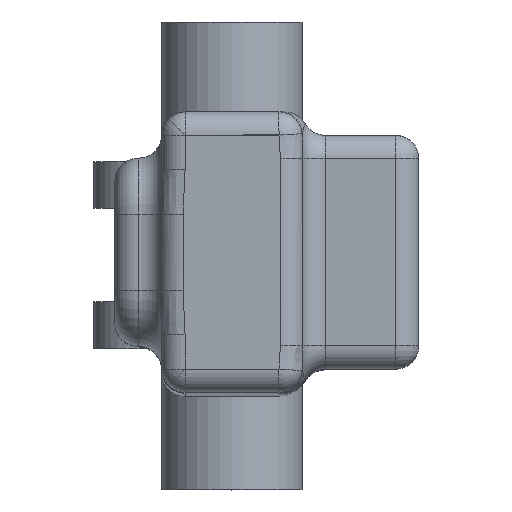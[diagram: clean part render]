
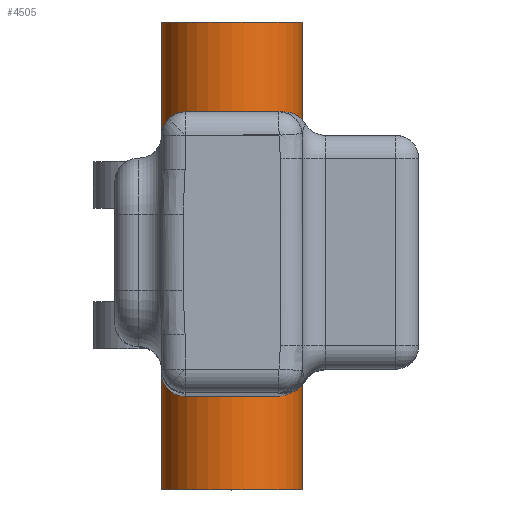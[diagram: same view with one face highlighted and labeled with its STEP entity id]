
A CAD part, top view. The second image highlights one B-rep face of the part: STEP entity #4505.
In plain terms, the highlighted cylindrical face has radius 15 mm (diameter 30 mm), a partial arc.
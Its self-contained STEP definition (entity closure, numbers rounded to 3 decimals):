
#173 = EDGE_CURVE ( 'NONE', #231, #4266, #4219, .T. ) ;
#231 = VERTEX_POINT ( 'NONE', #5306 ) ;
#581 = CYLINDRICAL_SURFACE ( 'NONE', #632, 15. ) ;
#593 = DIRECTION ( 'NONE',  ( 0., 1., 0. ) ) ;
#604 = CARTESIAN_POINT ( 'NONE',  ( 15., 50., -243.6 ) ) ;
#609 = CIRCLE ( 'NONE', #1229, 15. ) ;
#632 = AXIS2_PLACEMENT_3D ( 'NONE', #3096, #3430, #2652 ) ;
#687 = CARTESIAN_POINT ( 'NONE',  ( 15., -50., -243.6 ) ) ;
#919 = CARTESIAN_POINT ( 'NONE',  ( 30., 0., -243.6 ) ) ;
#943 = DIRECTION ( 'NONE',  ( 0., 1., 0. ) ) ;
#978 = EDGE_CURVE ( 'NONE', #5427, #1836, #609, .T. ) ;
#1019 = DIRECTION ( 'NONE',  ( -1., 0., 0. ) ) ;
#1108 = EDGE_LOOP ( 'NONE', ( #4795, #2058, #4746, #2797 ) ) ;
#1229 = AXIS2_PLACEMENT_3D ( 'NONE', #687, #5248, #1019 ) ;
#1831 = AXIS2_PLACEMENT_3D ( 'NONE', #604, #2271, #4395 ) ;
#1836 = VERTEX_POINT ( 'NONE', #2929 ) ;
#1971 = EDGE_CURVE ( 'NONE', #5427, #231, #4358, .T. ) ;
#2058 = ORIENTED_EDGE ( 'NONE', *, *, #978, .T. ) ;
#2144 = LINE ( 'NONE', #919, #2737 ) ;
#2271 = DIRECTION ( 'NONE',  ( 0., 1., 0. ) ) ;
#2652 = DIRECTION ( 'NONE',  ( -1., 0., 0. ) ) ;
#2690 = VECTOR ( 'NONE', #593, 1000. ) ;
#2737 = VECTOR ( 'NONE', #943, 1000. ) ;
#2797 = ORIENTED_EDGE ( 'NONE', *, *, #173, .F. ) ;
#2929 = CARTESIAN_POINT ( 'NONE',  ( 30., -50., -243.6 ) ) ;
#3070 = FACE_OUTER_BOUND ( 'NONE', #1108, .T. ) ;
#3096 = CARTESIAN_POINT ( 'NONE',  ( 15., 0., -243.6 ) ) ;
#3366 = EDGE_CURVE ( 'NONE', #1836, #4266, #2144, .T. ) ;
#3430 = DIRECTION ( 'NONE',  ( 0., -1., 0. ) ) ;
#4219 = CIRCLE ( 'NONE', #1831, 15. ) ;
#4266 = VERTEX_POINT ( 'NONE', #4987 ) ;
#4332 = CARTESIAN_POINT ( 'NONE',  ( 0., 0., -243.6 ) ) ;
#4358 = LINE ( 'NONE', #4332, #2690 ) ;
#4395 = DIRECTION ( 'NONE',  ( -1., 0., 0. ) ) ;
#4505 = ADVANCED_FACE ( 'NONE', ( #3070 ), #581, .T. ) ;
#4746 = ORIENTED_EDGE ( 'NONE', *, *, #3366, .T. ) ;
#4795 = ORIENTED_EDGE ( 'NONE', *, *, #1971, .F. ) ;
#4987 = CARTESIAN_POINT ( 'NONE',  ( 30., 50., -243.6 ) ) ;
#5062 = CARTESIAN_POINT ( 'NONE',  ( 0., -50., -243.6 ) ) ;
#5248 = DIRECTION ( 'NONE',  ( 0., 1., 0. ) ) ;
#5306 = CARTESIAN_POINT ( 'NONE',  ( 0., 50., -243.6 ) ) ;
#5427 = VERTEX_POINT ( 'NONE', #5062 ) ;
